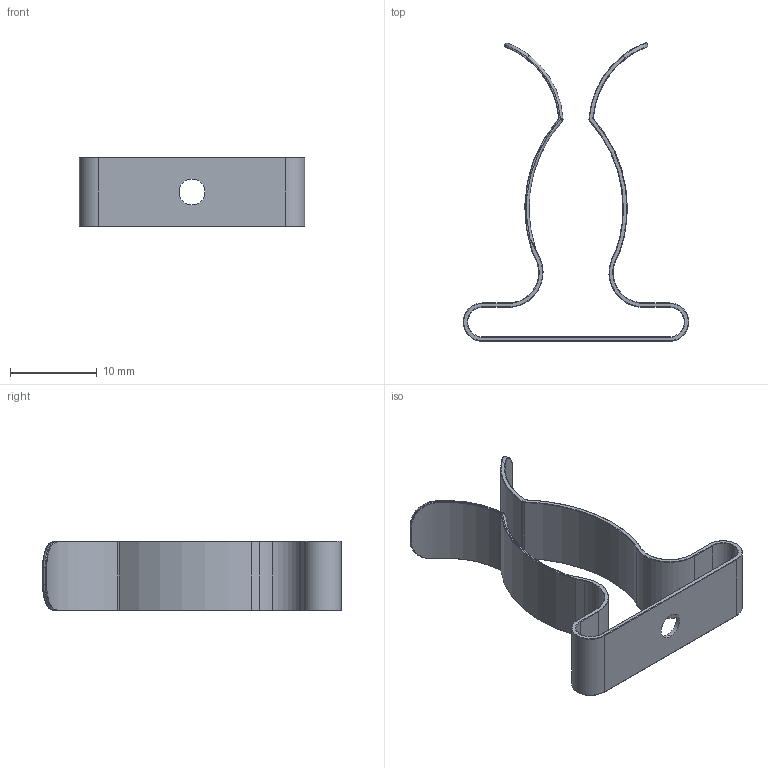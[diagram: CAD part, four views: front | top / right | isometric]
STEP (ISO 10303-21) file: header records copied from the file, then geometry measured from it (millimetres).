
FILE_DESCRIPTION (( 'STEP AP214' ), '1' );
FILE_NAME ('1010-017.STEP', '2023-12-01T08:19:02', ( '' ), ( '' ), 'SwSTEP 2.0', 'SolidWorks 2022', '' );
FILE_SCHEMA (( 'AUTOMOTIVE_DESIGN' ));
Length unit declared in the file: millimetre
Products named in the file (1): 1010-017
Bounding box: 26.02 x 34.49 x 8 mm (x, y, z)
Volume: 441 mm3; surface area: 1875 mm2
Topology: 1 solids, 1 shells, 149 faces, 345 edges, 194 vertices
Faces by surface type: cylinder 63, torus 56, plane 14, sphere 8, bspline 8
Entity records: 4863 total; most frequent: CARTESIAN_POINT 1391, DIRECTION 823, ORIENTED_EDGE 682, AXIS2_PLACEMENT_3D 362, EDGE_CURVE 341, CIRCLE 220, VERTEX_POINT 194, EDGE_LOOP 151
